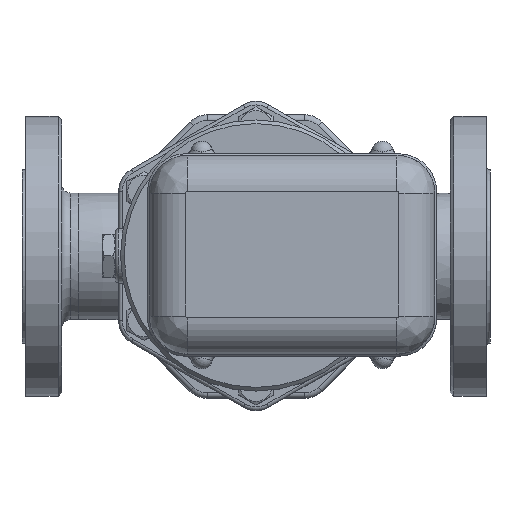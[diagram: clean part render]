
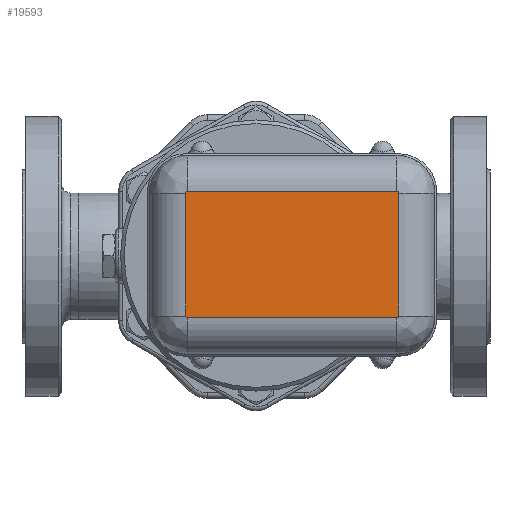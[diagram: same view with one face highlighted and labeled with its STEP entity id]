
A CAD part, top view. The second image highlights one B-rep face of the part: STEP entity #19593.
In plain terms, the highlighted planar face has unit normal (0, 0, 1).
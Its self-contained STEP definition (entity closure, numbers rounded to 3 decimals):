
#775=PLANE('',#21029);
#1532=LINE('',#31837,#2770);
#1534=LINE('',#31873,#2772);
#1537=LINE('',#31880,#2775);
#1539=LINE('',#31911,#2777);
#2770=VECTOR('',#23696,116.);
#2772=VECTOR('',#23716,68.);
#2775=VECTOR('',#23723,68.);
#2777=VECTOR('',#23739,116.);
#4450=FACE_OUTER_BOUND('',#5777,.T.);
#5777=EDGE_LOOP('',(#14249,#14250,#14251,#14252,#14253,#14254,#14255,#14256));
#7765=CIRCLE('',#21005,1.);
#7769=CIRCLE('',#21009,1.);
#7773=CIRCLE('',#21015,1.);
#7777=CIRCLE('',#21019,1.);
#9015=VERTEX_POINT('',#31834);
#9016=VERTEX_POINT('',#31836);
#9019=VERTEX_POINT('',#31851);
#9020=VERTEX_POINT('',#31864);
#9023=VERTEX_POINT('',#31871);
#9024=VERTEX_POINT('',#31876);
#9027=VERTEX_POINT('',#31891);
#9028=VERTEX_POINT('',#31904);
#11047=EDGE_CURVE('',#9015,#9016,#1532,.T.);
#11051=EDGE_CURVE('',#9019,#9015,#7765,.T.);
#11055=EDGE_CURVE('',#9016,#9020,#7769,.T.);
#11057=EDGE_CURVE('',#9023,#9019,#1534,.T.);
#11061=EDGE_CURVE('',#9020,#9024,#1537,.T.);
#11063=EDGE_CURVE('',#9027,#9023,#7773,.T.);
#11067=EDGE_CURVE('',#9024,#9028,#7777,.T.);
#11069=EDGE_CURVE('',#9028,#9027,#1539,.T.);
#14249=ORIENTED_EDGE('',*,*,#11047,.F.);
#14250=ORIENTED_EDGE('',*,*,#11051,.F.);
#14251=ORIENTED_EDGE('',*,*,#11057,.F.);
#14252=ORIENTED_EDGE('',*,*,#11063,.F.);
#14253=ORIENTED_EDGE('',*,*,#11069,.F.);
#14254=ORIENTED_EDGE('',*,*,#11067,.F.);
#14255=ORIENTED_EDGE('',*,*,#11061,.F.);
#14256=ORIENTED_EDGE('',*,*,#11055,.F.);
#19593=ADVANCED_FACE('',(#4450),#775,.T.);
#21005=AXIS2_PLACEMENT_3D('',#31853,#23702,#23703);
#21009=AXIS2_PLACEMENT_3D('',#31868,#23710,#23711);
#21015=AXIS2_PLACEMENT_3D('',#31893,#23726,#23727);
#21019=AXIS2_PLACEMENT_3D('',#31908,#23734,#23735);
#21029=AXIS2_PLACEMENT_3D('',#31974,#23763,#23764);
#23696=DIRECTION('',(-1.,0.,0.));
#23702=DIRECTION('center_axis',(0.,0.,-1.));
#23703=DIRECTION('ref_axis',(0.707,-0.707,0.));
#23710=DIRECTION('center_axis',(0.,0.,-1.));
#23711=DIRECTION('ref_axis',(-0.707,-0.707,0.));
#23716=DIRECTION('',(0.,-1.,0.));
#23723=DIRECTION('',(0.,1.,0.));
#23726=DIRECTION('center_axis',(0.,0.,-1.));
#23727=DIRECTION('ref_axis',(0.707,0.707,0.));
#23734=DIRECTION('center_axis',(0.,0.,-1.));
#23735=DIRECTION('ref_axis',(-0.707,0.707,0.));
#23739=DIRECTION('',(1.,0.,0.));
#23763=DIRECTION('center_axis',(0.,0.,1.));
#23764=DIRECTION('ref_axis',(1.,0.,0.));
#31834=CARTESIAN_POINT('',(78.,-35.,617.));
#31836=CARTESIAN_POINT('',(-38.,-35.,617.));
#31837=CARTESIAN_POINT('',(59.5,-35.,617.));
#31851=CARTESIAN_POINT('',(79.,-34.,617.));
#31853=CARTESIAN_POINT('Origin',(78.,-34.,617.));
#31864=CARTESIAN_POINT('',(-39.,-34.,617.));
#31868=CARTESIAN_POINT('Origin',(-38.,-34.,617.));
#31871=CARTESIAN_POINT('',(79.,34.,617.));
#31873=CARTESIAN_POINT('',(79.,27.5,617.));
#31876=CARTESIAN_POINT('',(-39.,34.,617.));
#31880=CARTESIAN_POINT('',(-39.,-27.5,617.));
#31891=CARTESIAN_POINT('',(78.,35.,617.));
#31893=CARTESIAN_POINT('Origin',(78.,34.,617.));
#31904=CARTESIAN_POINT('',(-38.,35.,617.));
#31908=CARTESIAN_POINT('Origin',(-38.,34.,617.));
#31911=CARTESIAN_POINT('',(-19.5,35.,617.));
#31974=CARTESIAN_POINT('Origin',(20.,0.,617.));
